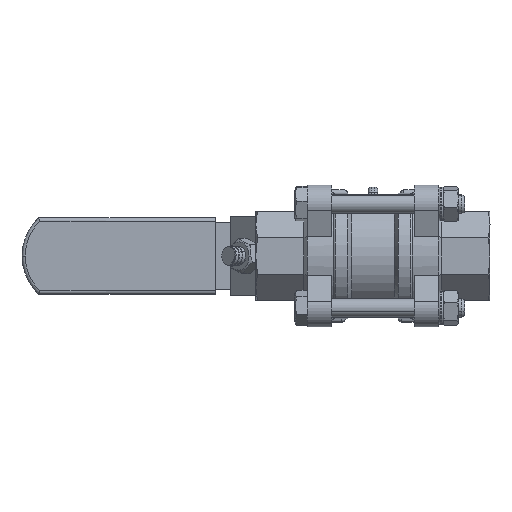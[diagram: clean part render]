
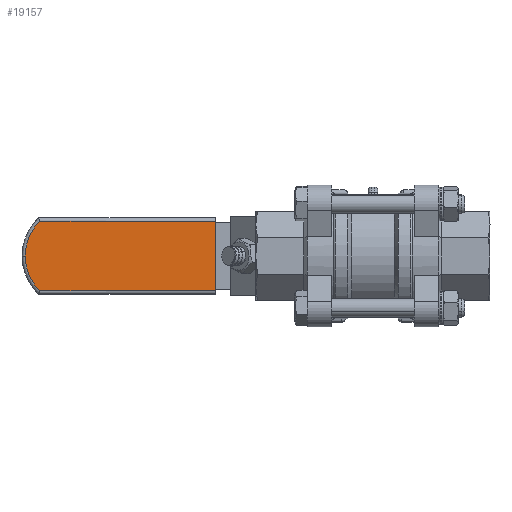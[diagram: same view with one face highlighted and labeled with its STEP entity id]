
A CAD part, front view. The second image highlights one B-rep face of the part: STEP entity #19157.
In plain terms, the highlighted face is planar.
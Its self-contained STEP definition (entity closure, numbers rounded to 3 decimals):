
#1752 = DIRECTION ( 'NONE',  ( -1., 0., 0. ) ) ;
#2050 = CARTESIAN_POINT ( 'NONE',  ( 56.218, -11.1, 2.75 ) ) ;
#2203 = EDGE_CURVE ( 'NONE', #24589, #18229, #26749, .T. ) ;
#2596 = VERTEX_POINT ( 'NONE', #16207 ) ;
#5797 = CARTESIAN_POINT ( 'NONE',  ( 45., 0., 2.75 ) ) ;
#6369 = LINE ( 'NONE', #2050, #32684 ) ;
#7699 = CARTESIAN_POINT ( 'NONE',  ( 45., 0., 2.75 ) ) ;
#8388 = DIRECTION ( 'NONE',  ( 1., 0., 0. ) ) ;
#8779 = EDGE_CURVE ( 'NONE', #2596, #18229, #32473, .T. ) ;
#9377 = EDGE_CURVE ( 'NONE', #24589, #9443, #6369, .T. ) ;
#9443 = VERTEX_POINT ( 'NONE', #27838 ) ;
#9756 = ORIENTED_EDGE ( 'NONE', *, *, #8779, .T. ) ;
#9843 = CARTESIAN_POINT ( 'NONE',  ( 45., 0., 2.75 ) ) ;
#10058 = DIRECTION ( 'NONE',  ( -1., 0., 0. ) ) ;
#10273 = DIRECTION ( 'NONE',  ( 1., 0., 0. ) ) ;
#11626 = EDGE_CURVE ( 'NONE', #14003, #2596, #16623, .T. ) ;
#12722 = CARTESIAN_POINT ( 'NONE',  ( 0., -11.1, 2.75 ) ) ;
#13606 = ORIENTED_EDGE ( 'NONE', *, *, #2203, .F. ) ;
#14003 = VERTEX_POINT ( 'NONE', #20053 ) ;
#14474 = CARTESIAN_POINT ( 'NONE',  ( 0., 11.1, 2.75 ) ) ;
#14629 = CIRCLE ( 'NONE', #16757, 15.5 ) ;
#16207 = CARTESIAN_POINT ( 'NONE',  ( 55.819, 11.1, 2.75 ) ) ;
#16623 = CIRCLE ( 'NONE', #18654, 15.5 ) ;
#16757 = AXIS2_PLACEMENT_3D ( 'NONE', #5797, #23695, #8388 ) ;
#18027 = CARTESIAN_POINT ( 'NONE',  ( 0., 11.1, 2.75 ) ) ;
#18229 = VERTEX_POINT ( 'NONE', #18027 ) ;
#18654 = AXIS2_PLACEMENT_3D ( 'NONE', #7699, #25583, #10273 ) ;
#19157 = ADVANCED_FACE ( 'NONE', ( #31187 ), #27831, .T. ) ;
#19965 = VECTOR ( 'NONE', #28179, 1000. ) ;
#20053 = CARTESIAN_POINT ( 'NONE',  ( 60.5, 0., 2.75 ) ) ;
#21030 = ORIENTED_EDGE ( 'NONE', *, *, #11626, .T. ) ;
#21323 = VECTOR ( 'NONE', #1752, 1000. ) ;
#22853 = EDGE_CURVE ( 'NONE', #9443, #14003, #14629, .T. ) ;
#23695 = DIRECTION ( 'NONE',  ( 0., 0., 1. ) ) ;
#24246 = ORIENTED_EDGE ( 'NONE', *, *, #9377, .T. ) ;
#24589 = VERTEX_POINT ( 'NONE', #12722 ) ;
#25056 = ORIENTED_EDGE ( 'NONE', *, *, #22853, .T. ) ;
#25364 = DIRECTION ( 'NONE',  ( 0., 0., 1. ) ) ;
#25583 = DIRECTION ( 'NONE',  ( 0., 0., 1. ) ) ;
#26749 = LINE ( 'NONE', #28419, #19965 ) ;
#27831 = PLANE ( 'NONE',  #30570 ) ;
#27838 = CARTESIAN_POINT ( 'NONE',  ( 55.819, -11.1, 2.75 ) ) ;
#28179 = DIRECTION ( 'NONE',  ( 0., 1., 0. ) ) ;
#28373 = EDGE_LOOP ( 'NONE', ( #25056, #21030, #9756, #13606, #24246 ) ) ;
#28419 = CARTESIAN_POINT ( 'NONE',  ( 0., -12.1, 2.75 ) ) ;
#30570 = AXIS2_PLACEMENT_3D ( 'NONE', #9843, #25364, #10058 ) ;
#31187 = FACE_OUTER_BOUND ( 'NONE', #28373, .T. ) ;
#32473 = LINE ( 'NONE', #14474, #21323 ) ;
#32604 = DIRECTION ( 'NONE',  ( 1., 0., 0. ) ) ;
#32684 = VECTOR ( 'NONE', #32604, 1000. ) ;
